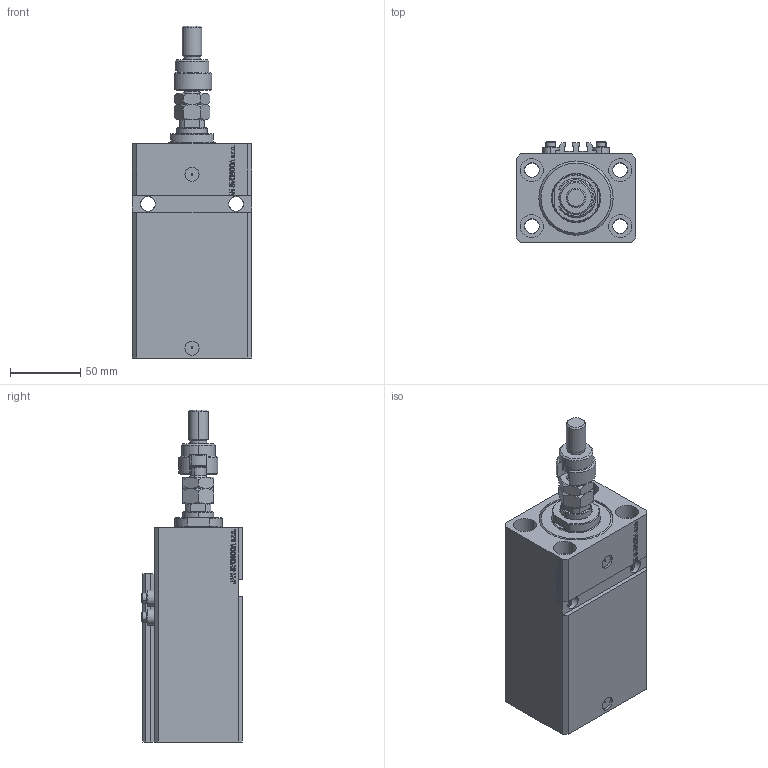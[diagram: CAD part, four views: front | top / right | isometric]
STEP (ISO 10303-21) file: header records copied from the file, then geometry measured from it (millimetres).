
FILE_DESCRIPTION (( 'STEP AP203' ), '1' );
FILE_NAME ('d9d5.STEP', '2022-04-09T14:33:24', ( '' ), ( '' ), 'SwSTEP 2.0', 'SolidWorks 2019', '' );
FILE_SCHEMA (( 'CONFIG_CONTROL_DESIGN' ));
Length unit declared in the file: millimetre
Products named in the file (8): d9d5; V250CE_VC_E ef1f0ceb0123969b22b25796df1c6217; V250CE_E_Body ef1f0ceb0123969b22b25796df1c6217; MFA ef1f0ceb0123969b22b25796df1c6217; DFA ef1f0ceb0123969b22b25796df1c6217; ALLEN BOLT V250CE ef1f0ceb0123969b22b25796df1c6217; V250CE_C_VCP ef1f0ceb0123969b22b25796df1c6217; FEMALE_PART_FOR_DFA ef1f0ceb0123969b22b25796df1c6217
Assembly tree (10 placements, depth 3):
  d9d5
    V250CE_E_Body ef1f0ceb0123969b22b25796df1c6217
    ALLEN BOLT V250CE ef1f0ceb0123969b22b25796df1c6217  x4
    V250CE_C_VCP ef1f0ceb0123969b22b25796df1c6217
    V250CE_VC_E ef1f0ceb0123969b22b25796df1c6217
    DFA ef1f0ceb0123969b22b25796df1c6217
      FEMALE_PART_FOR_DFA ef1f0ceb0123969b22b25796df1c6217
      MFA ef1f0ceb0123969b22b25796df1c6217
Bounding box: 85 x 72 x 236.9 mm (x, y, z)
Volume: 713564.3 mm3; surface area: 148900.9 mm2
Topology: 10 solids, 10 shells, 1172 faces, 2911 edges, 1877 vertices
Faces by surface type: plane 563, bspline 356, cylinder 139, cone 96, torus 18
Entity records: 50432 total; most frequent: CARTESIAN_POINT 25619, ORIENTED_EDGE 5512, DIRECTION 3748, EDGE_CURVE 2756, VERTEX_POINT 1793, VECTOR 1640, LINE 1640, EDGE_LOOP 1233
